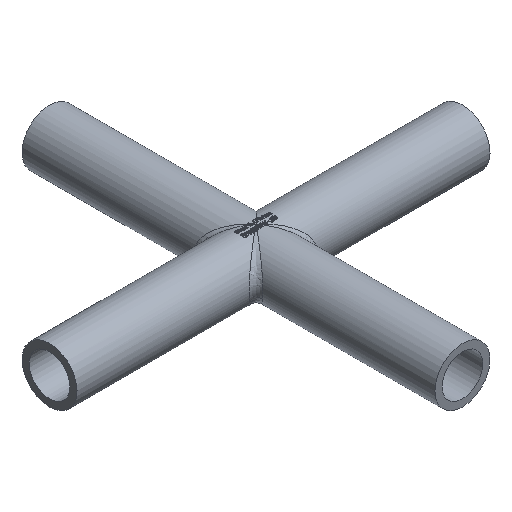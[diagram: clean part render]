
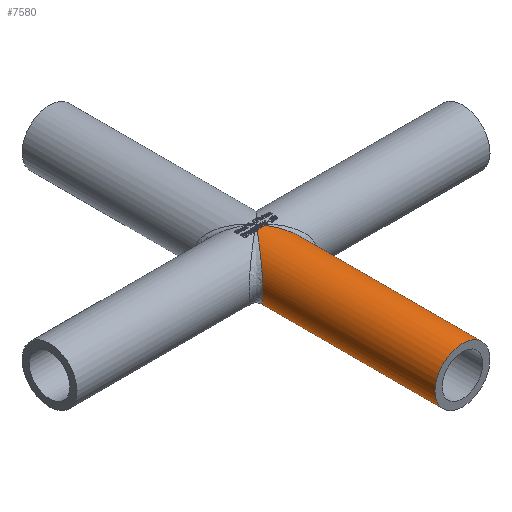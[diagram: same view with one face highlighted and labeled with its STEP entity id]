
A CAD part, isometric view. The second image highlights one B-rep face of the part: STEP entity #7580.
In plain terms, the highlighted cylindrical face has radius 6.35 mm (diameter 12.7 mm), a full revolution.
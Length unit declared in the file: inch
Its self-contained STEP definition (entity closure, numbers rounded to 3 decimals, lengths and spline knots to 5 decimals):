
#20=FACE_BOUND('',#2238,.T.);
#138=CIRCLE('',#7859,0.25);
#139=CIRCLE('',#7865,0.25);
#141=CIRCLE('',#7884,0.25);
#147=CIRCLE('',#7948,0.25);
#158=CIRCLE('',#8033,0.25);
#1818=FACE_OUTER_BOUND('',#2237,.T.);
#2237=EDGE_LOOP('',(#6664));
#2238=EDGE_LOOP('',(#6665,#6666,#6667,#6668,#6669,#6670,#6671,#6672,#6673,
#6674,#6675,#6676,#6677,#6678,#6679));
#2337=ELLIPSE('',#7857,1.02608,0.25);
#2338=ELLIPSE('',#7861,1.05011,0.25);
#2339=ELLIPSE('',#7863,1.07855,0.25);
#2344=ELLIPSE('',#7877,1.01077,0.25);
#2345=ELLIPSE('',#7879,1.02608,0.25);
#2350=ELLIPSE('',#7888,1.05011,0.25);
#2390=ELLIPSE('',#7965,1.01077,0.25);
#2414=ELLIPSE('',#8023,0.4002,0.25);
#2418=ELLIPSE('',#8027,0.4002,0.25);
#2421=ELLIPSE('',#8034,0.4002,0.25);
#2422=ELLIPSE('',#8035,0.4002,0.25);
#3397=VERTEX_POINT('',#14783);
#3398=VERTEX_POINT('',#14785);
#3399=VERTEX_POINT('',#14795);
#3400=VERTEX_POINT('',#14799);
#3401=VERTEX_POINT('',#14803);
#3402=VERTEX_POINT('',#14807);
#3411=VERTEX_POINT('',#14845);
#3412=VERTEX_POINT('',#14854);
#3413=VERTEX_POINT('',#14855);
#3420=VERTEX_POINT('',#14881);
#3424=VERTEX_POINT('',#14890);
#3490=VERTEX_POINT('',#15265);
#3491=VERTEX_POINT('',#15266);
#3511=VERTEX_POINT('',#15351);
#3636=VERTEX_POINT('',#16866);
#3638=VERTEX_POINT('',#16911);
#4412=EDGE_CURVE('',#3398,#3397,#2337,.T.);
#4414=EDGE_CURVE('',#3397,#3399,#138,.T.);
#4416=EDGE_CURVE('',#3399,#3400,#2338,.T.);
#4418=EDGE_CURVE('',#3400,#3401,#2339,.T.);
#4420=EDGE_CURVE('',#3401,#3402,#139,.T.);
#4436=EDGE_CURVE('',#3402,#3411,#2344,.T.);
#4437=EDGE_CURVE('',#3412,#3413,#2345,.T.);
#4445=EDGE_CURVE('',#3413,#3420,#141,.T.);
#4450=EDGE_CURVE('',#3420,#3424,#2350,.T.);
#4542=EDGE_CURVE('',#3490,#3491,#147,.T.);
#4571=EDGE_CURVE('',#3491,#3511,#2390,.T.);
#4759=EDGE_CURVE('',#3636,#3424,#2414,.T.);
#4763=EDGE_CURVE('',#3412,#3411,#2418,.T.);
#4766=EDGE_CURVE('',#3638,#3638,#158,.T.);
#4767=EDGE_CURVE('',#3490,#3636,#2421,.T.);
#4768=EDGE_CURVE('',#3398,#3511,#2422,.T.);
#6664=ORIENTED_EDGE('',*,*,#4766,.F.);
#6665=ORIENTED_EDGE('',*,*,#4412,.T.);
#6666=ORIENTED_EDGE('',*,*,#4414,.T.);
#6667=ORIENTED_EDGE('',*,*,#4416,.T.);
#6668=ORIENTED_EDGE('',*,*,#4418,.T.);
#6669=ORIENTED_EDGE('',*,*,#4420,.T.);
#6670=ORIENTED_EDGE('',*,*,#4436,.T.);
#6671=ORIENTED_EDGE('',*,*,#4763,.F.);
#6672=ORIENTED_EDGE('',*,*,#4437,.T.);
#6673=ORIENTED_EDGE('',*,*,#4445,.T.);
#6674=ORIENTED_EDGE('',*,*,#4450,.T.);
#6675=ORIENTED_EDGE('',*,*,#4759,.F.);
#6676=ORIENTED_EDGE('',*,*,#4767,.F.);
#6677=ORIENTED_EDGE('',*,*,#4542,.T.);
#6678=ORIENTED_EDGE('',*,*,#4571,.T.);
#6679=ORIENTED_EDGE('',*,*,#4768,.F.);
#7134=CYLINDRICAL_SURFACE('',#8032,0.25);
#7580=ADVANCED_FACE('',(#1818,#20),#7134,.T.);
#7857=AXIS2_PLACEMENT_3D('',#14786,#8908,#8909);
#7859=AXIS2_PLACEMENT_3D('',#14796,#8912,#8913);
#7861=AXIS2_PLACEMENT_3D('',#14800,#8917,#8918);
#7863=AXIS2_PLACEMENT_3D('',#14804,#8922,#8923);
#7865=AXIS2_PLACEMENT_3D('',#14808,#8927,#8928);
#7877=AXIS2_PLACEMENT_3D('',#14852,#8958,#8959);
#7879=AXIS2_PLACEMENT_3D('',#14856,#8962,#8963);
#7884=AXIS2_PLACEMENT_3D('',#14882,#8974,#8975);
#7888=AXIS2_PLACEMENT_3D('',#14904,#8983,#8984);
#7948=AXIS2_PLACEMENT_3D('',#15267,#9134,#9135);
#7965=AXIS2_PLACEMENT_3D('',#15352,#9182,#9183);
#8023=AXIS2_PLACEMENT_3D('',#16868,#9357,#9358);
#8027=AXIS2_PLACEMENT_3D('',#16904,#9365,#9366);
#8032=AXIS2_PLACEMENT_3D('',#16910,#9375,#9376);
#8033=AXIS2_PLACEMENT_3D('',#16912,#9377,#9378);
#8034=AXIS2_PLACEMENT_3D('',#16913,#9379,#9380);
#8035=AXIS2_PLACEMENT_3D('',#16914,#9381,#9382);
#8908=DIRECTION('center_axis',(0.97,-0.244,0.));
#8909=DIRECTION('ref_axis',(0.244,0.97,0.));
#8912=DIRECTION('center_axis',(0.,-1.,0.));
#8913=DIRECTION('ref_axis',(1.,0.,0.));
#8917=DIRECTION('center_axis',(-0.971,-0.238,0.));
#8918=DIRECTION('ref_axis',(0.238,-0.971,0.));
#8922=DIRECTION('center_axis',(0.973,-0.232,0.));
#8923=DIRECTION('ref_axis',(0.232,0.973,0.));
#8927=DIRECTION('center_axis',(0.,-1.,0.));
#8928=DIRECTION('ref_axis',(1.,0.,0.));
#8958=DIRECTION('center_axis',(-0.969,-0.247,0.));
#8959=DIRECTION('ref_axis',(0.247,-0.969,0.));
#8962=DIRECTION('center_axis',(0.97,-0.244,0.));
#8963=DIRECTION('ref_axis',(0.244,0.97,0.));
#8974=DIRECTION('center_axis',(0.,-1.,0.));
#8975=DIRECTION('ref_axis',(1.,0.,0.));
#8983=DIRECTION('center_axis',(-0.971,-0.238,0.));
#8984=DIRECTION('ref_axis',(0.238,-0.971,0.));
#9134=DIRECTION('center_axis',(0.,-1.,0.));
#9135=DIRECTION('ref_axis',(1.,0.,0.));
#9182=DIRECTION('center_axis',(-0.969,-0.247,0.));
#9183=DIRECTION('ref_axis',(0.247,-0.969,0.));
#9357=DIRECTION('center_axis',(-0.781,0.625,0.));
#9358=DIRECTION('ref_axis',(-0.625,-0.781,0.));
#9365=DIRECTION('center_axis',(-0.781,0.625,0.));
#9366=DIRECTION('ref_axis',(-0.625,-0.781,0.));
#9375=DIRECTION('center_axis',(0.,1.,0.));
#9376=DIRECTION('ref_axis',(1.,0.,0.));
#9377=DIRECTION('center_axis',(0.,-1.,0.));
#9378=DIRECTION('ref_axis',(1.,0.,0.));
#9379=DIRECTION('center_axis',(0.781,0.625,0.));
#9380=DIRECTION('ref_axis',(0.625,-0.781,0.));
#9381=DIRECTION('center_axis',(0.781,0.625,0.));
#9382=DIRECTION('ref_axis',(0.625,-0.781,0.));
#14783=CARTESIAN_POINT('',(0.01822,-0.04672,0.24933));
#14785=CARTESIAN_POINT('',(0.0228,-0.0285,0.24896));
#14786=CARTESIAN_POINT('Origin',(0.,-0.11926,
0.));
#14795=CARTESIAN_POINT('',(0.013,-0.04672,0.24966));
#14796=CARTESIAN_POINT('Origin',(0.,-0.04672,
0.));
#14799=CARTESIAN_POINT('',(0.00589,-0.01768,0.24993));
#14800=CARTESIAN_POINT('Origin',(0.,0.00633,
0.));
#14803=CARTESIAN_POINT('',(-0.00104,-0.04672,0.25));
#14804=CARTESIAN_POINT('Origin',(0.,-0.04238,
0.));
#14807=CARTESIAN_POINT('',(-0.0062,-0.04672,0.24992));
#14808=CARTESIAN_POINT('Origin',(0.,-0.04672,
0.));
#14845=CARTESIAN_POINT('',(-0.01374,-0.01718,0.24962));
#14852=CARTESIAN_POINT('Origin',(0.,-0.071,
0.));
#14854=CARTESIAN_POINT('',(-0.01958,-0.02448,0.24923));
#14855=CARTESIAN_POINT('',(-0.02517,-0.04672,0.24873));
#14856=CARTESIAN_POINT('Origin',(0.,0.05348,
0.));
#14881=CARTESIAN_POINT('',(-0.03039,-0.04672,0.24815));
#14882=CARTESIAN_POINT('Origin',(0.,-0.04672,
0.));
#14890=CARTESIAN_POINT('',(-0.03203,-0.04004,0.24794));
#14904=CARTESIAN_POINT('Origin',(0.,-0.17071,
0.));
#15265=CARTESIAN_POINT('',(0.03738,-0.04672,0.24719));
#15266=CARTESIAN_POINT('',(0.0372,-0.04672,0.24722));
#15267=CARTESIAN_POINT('Origin',(0.,-0.04672,
0.));
#15351=CARTESIAN_POINT('',(0.03711,-0.04639,0.24723));
#15352=CARTESIAN_POINT('Origin',(0.,0.099,
0.));
#16866=CARTESIAN_POINT('',(0.,0.,-0.25));
#16868=CARTESIAN_POINT('Origin',(0.,0.,
0.));
#16904=CARTESIAN_POINT('Origin',(0.,0.,
0.));
#16910=CARTESIAN_POINT('Origin',(0.,-1.875,0.));
#16911=CARTESIAN_POINT('',(-0.25,-1.875,0.));
#16912=CARTESIAN_POINT('Origin',(0.,-1.875,0.));
#16913=CARTESIAN_POINT('Origin',(0.,0.,
0.));
#16914=CARTESIAN_POINT('Origin',(0.,0.,
0.));
